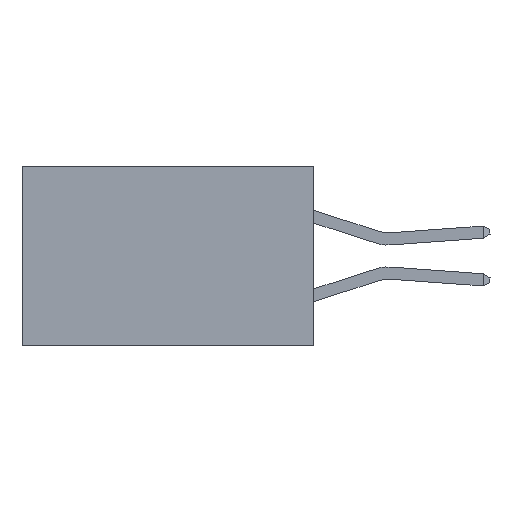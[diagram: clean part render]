
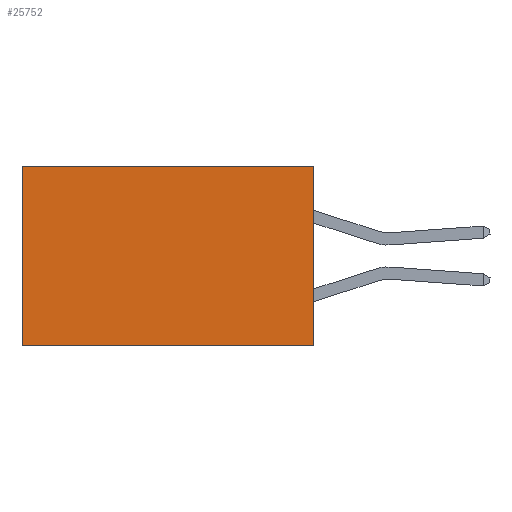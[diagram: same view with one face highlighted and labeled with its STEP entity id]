
A CAD part, left-side view. The second image highlights one B-rep face of the part: STEP entity #25752.
In plain terms, the highlighted planar face has unit normal (-1, 0, 0).
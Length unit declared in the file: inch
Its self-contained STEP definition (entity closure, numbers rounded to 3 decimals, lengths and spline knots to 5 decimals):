
#1454 = ORIENTED_EDGE ( 'NONE', *, *, #26025, .T. ) ;
#1464 = DIRECTION ( 'NONE',  ( 0., 1., 0. ) ) ;
#1498 = CARTESIAN_POINT ( 'NONE',  ( 0.2875, 0., 0. ) ) ;
#2539 = VECTOR ( 'NONE', #1464, 39.37008 ) ;
#2796 = LINE ( 'NONE', #25923, #12718 ) ;
#3102 = LINE ( 'NONE', #8410, #26538 ) ;
#3394 = VERTEX_POINT ( 'NONE', #13676 ) ;
#3605 = DIRECTION ( 'NONE',  ( 1., 0., 0. ) ) ;
#3870 = EDGE_LOOP ( 'NONE', ( #1454, #14203, #10120, #14044 ) ) ;
#5398 = CARTESIAN_POINT ( 'NONE',  ( 0.2875, 0., 0. ) ) ;
#6405 = DIRECTION ( 'NONE',  ( 0., 1., 0. ) ) ;
#8410 = CARTESIAN_POINT ( 'NONE',  ( 0.2875, 0., -0.37 ) ) ;
#8418 = LINE ( 'NONE', #22375, #2539 ) ;
#10120 = ORIENTED_EDGE ( 'NONE', *, *, #22799, .F. ) ;
#12582 = VERTEX_POINT ( 'NONE', #13851 ) ;
#12622 = CARTESIAN_POINT ( 'NONE',  ( 0.2875, 0., -0.37 ) ) ;
#12718 = VECTOR ( 'NONE', #17736, 39.37008 ) ;
#13520 = VECTOR ( 'NONE', #18863, 39.37008 ) ;
#13676 = CARTESIAN_POINT ( 'NONE',  ( 0.2875, 0.6, -0.37 ) ) ;
#13851 = CARTESIAN_POINT ( 'NONE',  ( 0.2875, 0.6, 0. ) ) ;
#13961 = PLANE ( 'NONE',  #20067 ) ;
#14044 = ORIENTED_EDGE ( 'NONE', *, *, #22097, .T. ) ;
#14203 = ORIENTED_EDGE ( 'NONE', *, *, #26033, .F. ) ;
#17476 = FACE_OUTER_BOUND ( 'NONE', #3870, .T. ) ;
#17736 = DIRECTION ( 'NONE',  ( 0., 0., -1. ) ) ;
#18863 = DIRECTION ( 'NONE',  ( 0., 0., -1. ) ) ;
#19033 = LINE ( 'NONE', #20417, #13520 ) ;
#20067 = AXIS2_PLACEMENT_3D ( 'NONE', #1498, #3605, #26158 ) ;
#20417 = CARTESIAN_POINT ( 'NONE',  ( 0.2875, 0.6, 0. ) ) ;
#21124 = VERTEX_POINT ( 'NONE', #5398 ) ;
#22097 = EDGE_CURVE ( 'NONE', #21124, #12582, #8418, .T. ) ;
#22375 = CARTESIAN_POINT ( 'NONE',  ( 0.2875, 0., 0. ) ) ;
#22799 = EDGE_CURVE ( 'NONE', #21124, #25382, #2796, .T. ) ;
#25382 = VERTEX_POINT ( 'NONE', #12622 ) ;
#25752 = ADVANCED_FACE ( 'NONE', ( #17476 ), #13961, .F. ) ;
#25923 = CARTESIAN_POINT ( 'NONE',  ( 0.2875, 0., 0. ) ) ;
#26025 = EDGE_CURVE ( 'NONE', #12582, #3394, #19033, .T. ) ;
#26033 = EDGE_CURVE ( 'NONE', #25382, #3394, #3102, .T. ) ;
#26158 = DIRECTION ( 'NONE',  ( 0., 0., -1. ) ) ;
#26538 = VECTOR ( 'NONE', #6405, 39.37008 ) ;
